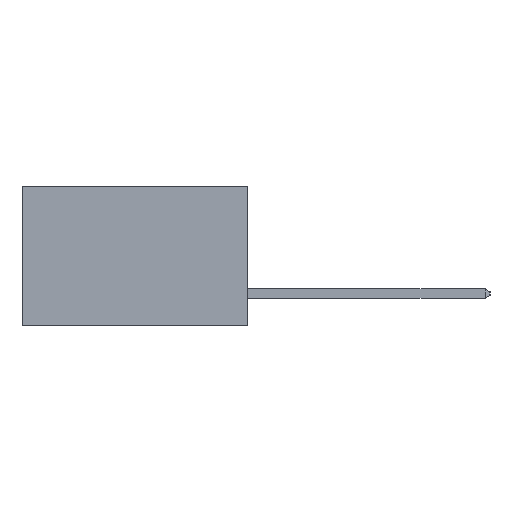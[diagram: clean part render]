
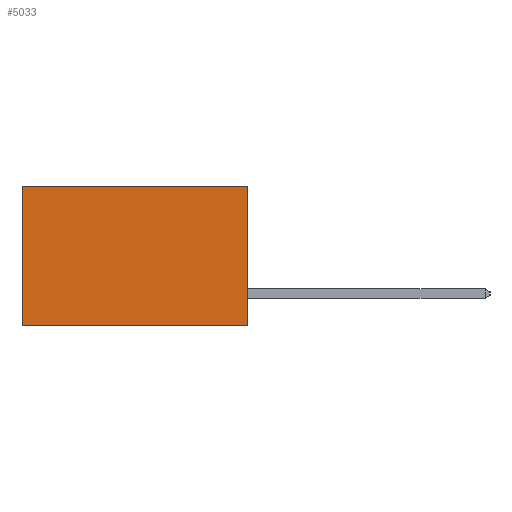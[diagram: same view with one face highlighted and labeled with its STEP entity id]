
A CAD part, left-side view. The second image highlights one B-rep face of the part: STEP entity #5033.
In plain terms, the highlighted planar face has unit normal (-1, 0, 0).
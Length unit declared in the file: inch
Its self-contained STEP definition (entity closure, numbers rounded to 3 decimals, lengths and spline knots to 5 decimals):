
#280 = AXIS2_PLACEMENT_3D ( 'NONE', #9085, #11009, #10992 ) ;
#507 = VECTOR ( 'NONE', #5214, 39.37008 ) ;
#737 = EDGE_CURVE ( 'NONE', #4686, #11246, #5067, .T. ) ;
#1000 = ORIENTED_EDGE ( 'NONE', *, *, #737, .F. ) ;
#1450 = LINE ( 'NONE', #2070, #4183 ) ;
#1685 = VERTEX_POINT ( 'NONE', #7482 ) ;
#2070 = CARTESIAN_POINT ( 'NONE',  ( 0.2615, 0.6, -0.37 ) ) ;
#4102 = CARTESIAN_POINT ( 'NONE',  ( 0.2615, 0., -0.37 ) ) ;
#4183 = VECTOR ( 'NONE', #10922, 39.37008 ) ;
#4458 = EDGE_CURVE ( 'NONE', #1685, #11482, #5780, .T. ) ;
#4686 = VERTEX_POINT ( 'NONE', #8808 ) ;
#5033 = ADVANCED_FACE ( 'NONE', ( #6270 ), #9022, .F. ) ;
#5067 = LINE ( 'NONE', #8262, #6113 ) ;
#5214 = DIRECTION ( 'NONE',  ( 0., 0., -1. ) ) ;
#5645 = EDGE_CURVE ( 'NONE', #11482, #11246, #1450, .T. ) ;
#5780 = LINE ( 'NONE', #8628, #14009 ) ;
#6113 = VECTOR ( 'NONE', #13845, 39.37008 ) ;
#6270 = FACE_OUTER_BOUND ( 'NONE', #12303, .T. ) ;
#6599 = LINE ( 'NONE', #4102, #507 ) ;
#7482 = CARTESIAN_POINT ( 'NONE',  ( 0.2615, 0., 0. ) ) ;
#7534 = ORIENTED_EDGE ( 'NONE', *, *, #5645, .T. ) ;
#8262 = CARTESIAN_POINT ( 'NONE',  ( 0.2615, 0., -0.37 ) ) ;
#8628 = CARTESIAN_POINT ( 'NONE',  ( 0.2615, 0., 0. ) ) ;
#8808 = CARTESIAN_POINT ( 'NONE',  ( 0.2615, 0., -0.37 ) ) ;
#9022 = PLANE ( 'NONE',  #280 ) ;
#9085 = CARTESIAN_POINT ( 'NONE',  ( 0.2615, 0., -0.37 ) ) ;
#9316 = CARTESIAN_POINT ( 'NONE',  ( 0.2615, 0.6, 0. ) ) ;
#10922 = DIRECTION ( 'NONE',  ( 0., 0., -1. ) ) ;
#10992 = DIRECTION ( 'NONE',  ( 0., 0., -1. ) ) ;
#11009 = DIRECTION ( 'NONE',  ( 1., 0., 0. ) ) ;
#11246 = VERTEX_POINT ( 'NONE', #14187 ) ;
#11482 = VERTEX_POINT ( 'NONE', #9316 ) ;
#11597 = ORIENTED_EDGE ( 'NONE', *, *, #4458, .T. ) ;
#11604 = ORIENTED_EDGE ( 'NONE', *, *, #12762, .F. ) ;
#12303 = EDGE_LOOP ( 'NONE', ( #7534, #1000, #11604, #11597 ) ) ;
#12762 = EDGE_CURVE ( 'NONE', #1685, #4686, #6599, .T. ) ;
#12799 = DIRECTION ( 'NONE',  ( 0., 1., 0. ) ) ;
#13845 = DIRECTION ( 'NONE',  ( 0., 1., 0. ) ) ;
#14009 = VECTOR ( 'NONE', #12799, 39.37008 ) ;
#14187 = CARTESIAN_POINT ( 'NONE',  ( 0.2615, 0.6, -0.37 ) ) ;
